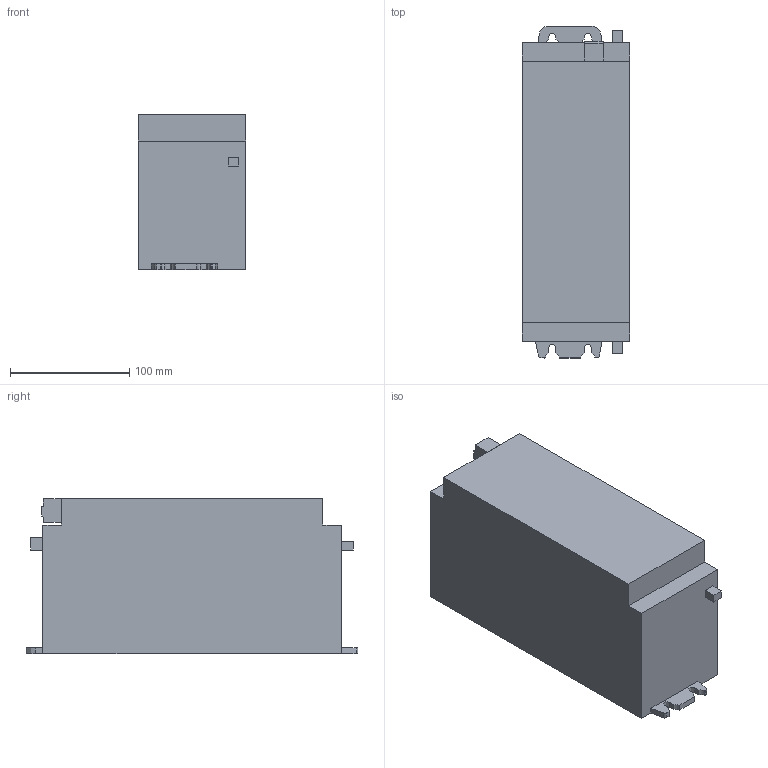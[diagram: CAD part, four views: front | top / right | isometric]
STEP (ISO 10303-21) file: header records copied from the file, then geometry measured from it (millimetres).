
FILE_DESCRIPTION(/* description */ (''),/* implementation_level */ '2;1');
FILE_NAME(/* name */ '3d_5_5kW400÷480VAC50_60Hz-VLB30055A480.stp',/* time_stamp */ '2016-09-07T14:50:22+02:00',/* author */ ('Andrzej'),/* organization */ (''),/* preprocessor_version */ 'ST-DEVELOPER v15.5',/* originating_system */ 'AutoCAD Mechanical',/* authorisation */ '');
FILE_SCHEMA (('AUTOMOTIVE_DESIGN { 1 0 10303 214 3 1 1 }'));
Length unit declared in the file: millimetre
Products named in the file (1): Product
Bounding box: 90 x 278 x 130 mm (x, y, z)
Volume: 2875056.8 mm3; surface area: 137826.8 mm2
Topology: 4 solids, 4 shells, 77 faces, 1690 edges, 3081 vertices
Faces by surface type: plane 51, cylinder 26
Entity records: 12928 total; most frequent: CARTESIAN_POINT 4864, DIRECTION 1995, LINE 1541, VECTOR 1541, TRIMMED_CURVE 1477, ORIENTED_EDGE 426, AXIS2_PLACEMENT_3D 227, EDGE_CURVE 213
